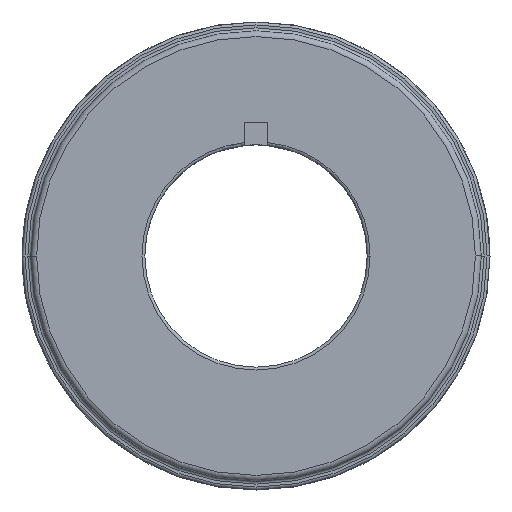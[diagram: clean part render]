
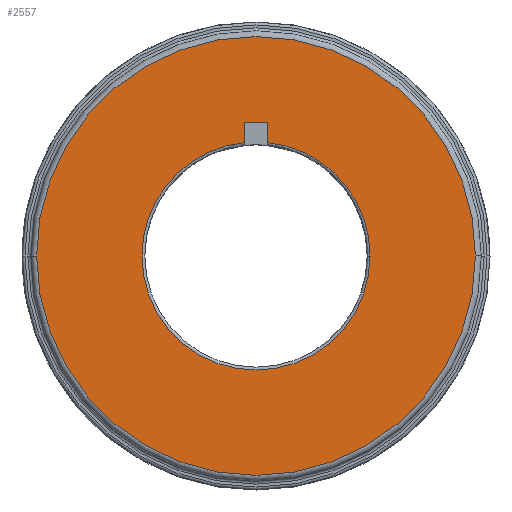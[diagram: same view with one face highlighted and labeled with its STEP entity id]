
A CAD part, front view. The second image highlights one B-rep face of the part: STEP entity #2557.
In plain terms, the highlighted planar face has unit normal (0, -1, 0).
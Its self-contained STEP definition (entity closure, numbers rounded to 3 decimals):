
#720=CARTESIAN_POINT('Vertex',(37.5,0.,0.)) ;
#723=CARTESIAN_POINT('Axis2P3D Location',(0.,0.,0.)) ;
#727=CARTESIAN_POINT('Vertex',(-37.5,0.,0.)) ;
#747=CARTESIAN_POINT('Axis2P3D Location',(0.,0.,0.)) ;
#2414=CARTESIAN_POINT('Vertex',(2.,0.,22.894)) ;
#2419=CARTESIAN_POINT('Line Origine',(0.,0.,22.894)) ;
#2423=CARTESIAN_POINT('Vertex',(-2.,0.,22.894)) ;
#2507=CARTESIAN_POINT('Axis2P3D Location',(0.,0.,0.)) ;
#2516=CARTESIAN_POINT('Line Origine',(-2.,0.,21.146)) ;
#2520=CARTESIAN_POINT('Vertex',(-2.,0.,19.397)) ;
#2523=CARTESIAN_POINT('Line Origine',(2.,0.,21.146)) ;
#2527=CARTESIAN_POINT('Vertex',(2.,0.,19.397)) ;
#2530=CARTESIAN_POINT('Axis2P3D Location',(0.,0.,0.)) ;
#2534=CARTESIAN_POINT('Vertex',(19.5,0.,0.)) ;
#2537=CARTESIAN_POINT('Axis2P3D Location',(0.,0.,0.)) ;
#2541=CARTESIAN_POINT('Vertex',(-19.5,0.,0.)) ;
#2544=CARTESIAN_POINT('Axis2P3D Location',(0.,0.,0.)) ;
#724=DIRECTION('Axis2P3D Direction',(-0.,1.,0.)) ;
#748=DIRECTION('Axis2P3D Direction',(0.,1.,0.)) ;
#2420=DIRECTION('Vector Direction',(1.,0.,0.)) ;
#2508=DIRECTION('Axis2P3D Direction',(0.,1.,0.)) ;
#2509=DIRECTION('Axis2P3D XDirection',(-1.,0.,0.)) ;
#2517=DIRECTION('Vector Direction',(0.,0.,1.)) ;
#2524=DIRECTION('Vector Direction',(0.,0.,1.)) ;
#2531=DIRECTION('Axis2P3D Direction',(0.,1.,0.)) ;
#2538=DIRECTION('Axis2P3D Direction',(0.,1.,0.)) ;
#2545=DIRECTION('Axis2P3D Direction',(0.,1.,0.)) ;
#725=AXIS2_PLACEMENT_3D('Circle Axis2P3D',#723,#724,$) ;
#749=AXIS2_PLACEMENT_3D('Circle Axis2P3D',#747,#748,$) ;
#2510=AXIS2_PLACEMENT_3D('Plane Axis2P3D',#2507,#2508,#2509) ;
#2532=AXIS2_PLACEMENT_3D('Circle Axis2P3D',#2530,#2531,$) ;
#2539=AXIS2_PLACEMENT_3D('Circle Axis2P3D',#2537,#2538,$) ;
#2546=AXIS2_PLACEMENT_3D('Circle Axis2P3D',#2544,#2545,$) ;
#2513=ORIENTED_EDGE('',*,*,#751,.F.) ;
#2514=ORIENTED_EDGE('',*,*,#729,.F.) ;
#2550=ORIENTED_EDGE('',*,*,#2522,.F.) ;
#2551=ORIENTED_EDGE('',*,*,#2425,.F.) ;
#2552=ORIENTED_EDGE('',*,*,#2529,.F.) ;
#2553=ORIENTED_EDGE('',*,*,#2536,.F.) ;
#2554=ORIENTED_EDGE('',*,*,#2543,.F.) ;
#2555=ORIENTED_EDGE('',*,*,#2548,.F.) ;
#2556=FACE_BOUND('',#2549,.T.) ;
#2421=VECTOR('Line Direction',#2420,1.) ;
#2518=VECTOR('Line Direction',#2517,1.) ;
#2525=VECTOR('Line Direction',#2524,1.) ;
#2557=ADVANCED_FACE('PartBody',(#2515,#2556),#2511,.F.) ;
#726=CIRCLE('generated circle',#725,37.5) ;
#750=CIRCLE('generated circle',#749,37.5) ;
#2533=CIRCLE('generated circle',#2532,19.5) ;
#2540=CIRCLE('generated circle',#2539,19.5) ;
#2547=CIRCLE('generated circle',#2546,19.5) ;
#729=EDGE_CURVE('',#721,#728,#726,.T.) ;
#751=EDGE_CURVE('',#728,#721,#750,.T.) ;
#2425=EDGE_CURVE('',#2415,#2424,#2422,.F.) ;
#2522=EDGE_CURVE('',#2424,#2521,#2519,.F.) ;
#2529=EDGE_CURVE('',#2528,#2415,#2526,.T.) ;
#2536=EDGE_CURVE('',#2535,#2528,#2533,.F.) ;
#2543=EDGE_CURVE('',#2542,#2535,#2540,.F.) ;
#2548=EDGE_CURVE('',#2521,#2542,#2547,.F.) ;
#2512=EDGE_LOOP('',(#2513,#2514)) ;
#2549=EDGE_LOOP('',(#2550,#2551,#2552,#2553,#2554,#2555)) ;
#2515=FACE_OUTER_BOUND('',#2512,.T.) ;
#2422=LINE('Line',#2419,#2421) ;
#2519=LINE('Line',#2516,#2518) ;
#2526=LINE('Line',#2523,#2525) ;
#2511=PLANE('Plane',#2510) ;
#721=VERTEX_POINT('',#720) ;
#728=VERTEX_POINT('',#727) ;
#2415=VERTEX_POINT('',#2414) ;
#2424=VERTEX_POINT('',#2423) ;
#2521=VERTEX_POINT('',#2520) ;
#2528=VERTEX_POINT('',#2527) ;
#2535=VERTEX_POINT('',#2534) ;
#2542=VERTEX_POINT('',#2541) ;
